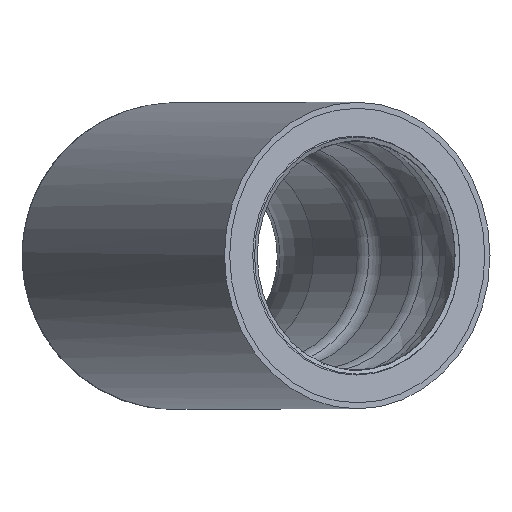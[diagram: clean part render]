
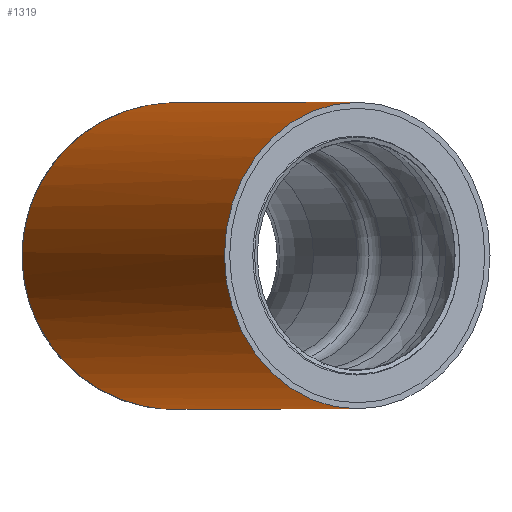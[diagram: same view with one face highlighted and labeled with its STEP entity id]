
A CAD part, top view. The second image highlights one B-rep face of the part: STEP entity #1319.
In plain terms, the highlighted cylindrical face has radius 510 mm (diameter 1020 mm), a full revolution.
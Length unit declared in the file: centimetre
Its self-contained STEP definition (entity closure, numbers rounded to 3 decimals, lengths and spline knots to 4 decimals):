
#96=ELLIPSE('',#1731,52.7991,51.);
#102=CYLINDRICAL_SURFACE('',#1730,51.);
#157=FACE_OUTER_BOUND('',#261,.T.);
#261=EDGE_LOOP('',(#791,#792,#793,#794));
#378=VERTEX_POINT('',#2614);
#380=VERTEX_POINT('',#2619);
#536=EDGE_CURVE('',#378,#378,#1428,.T.);
#538=EDGE_CURVE('',#380,#380,#96,.T.);
#539=EDGE_CURVE('',#380,#378,#1608,.T.);
#791=ORIENTED_EDGE('',*,*,#538,.F.);
#792=ORIENTED_EDGE('',*,*,#539,.T.);
#793=ORIENTED_EDGE('',*,*,#536,.F.);
#794=ORIENTED_EDGE('',*,*,#539,.F.);
#1319=ADVANCED_FACE('',(#157),#102,.T.);
#1428=CIRCLE('',#1728,51.);
#1608=LINE('',#2621,#1667);
#1667=VECTOR('',#2015,51.);
#1728=AXIS2_PLACEMENT_3D('',#2615,#2007,#2008);
#1730=AXIS2_PLACEMENT_3D('',#2618,#2011,#2012);
#1731=AXIS2_PLACEMENT_3D('',#2620,#2013,#2014);
#2007=DIRECTION('center_axis',(0.5,0.,0.866));
#2008=DIRECTION('ref_axis',(0.866,0.,-0.5));
#2011=DIRECTION('center_axis',(-0.5,0.,-0.866));
#2012=DIRECTION('ref_axis',(-0.866,0.,0.5));
#2013=DIRECTION('center_axis',(-0.259,0.,
-0.966));
#2014=DIRECTION('ref_axis',(-0.966,0.,0.259));
#2015=DIRECTION('',(0.5,0.,0.866));
#2614=CARTESIAN_POINT('',(104.6673,0.,184.2891));
#2615=CARTESIAN_POINT('Origin',(60.5,0.,209.7891));
#2618=CARTESIAN_POINT('Origin',(60.5,0.,209.7891));
#2619=CARTESIAN_POINT('',(51.,0.,91.3346));
#2620=CARTESIAN_POINT('Origin',(0.,0.,105.));
#2621=CARTESIAN_POINT('',(104.6673,0.,184.2891));
